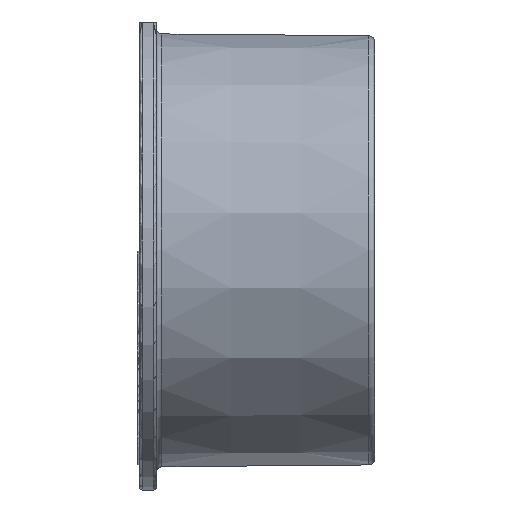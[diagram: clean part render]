
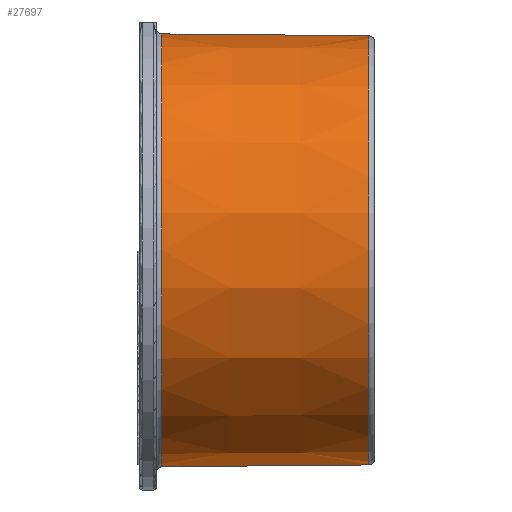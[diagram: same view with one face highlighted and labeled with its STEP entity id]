
A CAD part, left-side view. The second image highlights one B-rep face of the part: STEP entity #27697.
In plain terms, the highlighted conical face has half-angle 0.5 degrees and reference radius 30.315 mm.
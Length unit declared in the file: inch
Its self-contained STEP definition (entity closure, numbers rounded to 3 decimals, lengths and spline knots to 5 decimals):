
#1019 = AXIS2_PLACEMENT_3D ( 'NONE', #5860, #29231, #44608 ) ;
#1259 = CARTESIAN_POINT ( 'NONE',  ( 0., -0.10913, -3.0772 ) ) ;
#1790 = CARTESIAN_POINT ( 'NONE',  ( 0., -0.07815, -1.88397 ) ) ;
#2417 = FACE_OUTER_BOUND ( 'NONE', #6891, .T. ) ;
#2535 = ORIENTED_EDGE ( 'NONE', *, *, #46059, .T. ) ;
#3444 = CARTESIAN_POINT ( 'NONE',  ( 0., -1.25027, -1.88397 ) ) ;
#3569 = VECTOR ( 'NONE', #38391, 39.37008 ) ;
#3620 = ORIENTED_EDGE ( 'NONE', *, *, #17431, .T. ) ;
#4460 = VERTEX_POINT ( 'NONE', #1259 ) ;
#5417 = VECTOR ( 'NONE', #20084, 39.37008 ) ;
#5860 = CARTESIAN_POINT ( 'NONE',  ( 0., -0.10913, -1.88397 ) ) ;
#6891 = EDGE_LOOP ( 'NONE', ( #20205, #3620, #31432, #2535 ) ) ;
#7429 = EDGE_CURVE ( 'NONE', #27386, #4460, #48659, .T. ) ;
#11994 = DIRECTION ( 'NONE',  ( 0., 0., -1. ) ) ;
#13787 = LINE ( 'NONE', #46227, #3569 ) ;
#14159 = AXIS2_PLACEMENT_3D ( 'NONE', #1790, #17936, #41080 ) ;
#15214 = EDGE_CURVE ( 'NONE', #38584, #46109, #13787, .T. ) ;
#15373 = DIRECTION ( 'NONE',  ( 0., 1., 0. ) ) ;
#16497 = CARTESIAN_POINT ( 'NONE',  ( 0., -1.25027, -0.7007 ) ) ;
#17431 = EDGE_CURVE ( 'NONE', #27386, #38584, #35862, .T. ) ;
#17936 = DIRECTION ( 'NONE',  ( 0., 1., 0. ) ) ;
#20084 = DIRECTION ( 'NONE',  ( 0., 1., -0.009 ) ) ;
#20205 = ORIENTED_EDGE ( 'NONE', *, *, #7429, .F. ) ;
#23007 = CARTESIAN_POINT ( 'NONE',  ( 0., -1.25027, -3.06724 ) ) ;
#25691 = CARTESIAN_POINT ( 'NONE',  ( 0., -0.10913, -0.69074 ) ) ;
#26468 = CONICAL_SURFACE ( 'NONE', #14159, 1.1935, 0.009 ) ;
#27386 = VERTEX_POINT ( 'NONE', #23007 ) ;
#27697 = ADVANCED_FACE ( 'NONE', ( #2417 ), #26468, .T. ) ;
#29231 = DIRECTION ( 'NONE',  ( 0., -1., 0. ) ) ;
#31432 = ORIENTED_EDGE ( 'NONE', *, *, #15214, .T. ) ;
#35862 = CIRCLE ( 'NONE', #40387, 1.18327 ) ;
#37161 = CIRCLE ( 'NONE', #1019, 1.19323 ) ;
#38391 = DIRECTION ( 'NONE',  ( 0., 1., 0.009 ) ) ;
#38584 = VERTEX_POINT ( 'NONE', #16497 ) ;
#40387 = AXIS2_PLACEMENT_3D ( 'NONE', #3444, #15373, #11994 ) ;
#41080 = DIRECTION ( 'NONE',  ( 0., 0., 1. ) ) ;
#43057 = CARTESIAN_POINT ( 'NONE',  ( 0., -0.07815, -3.07747 ) ) ;
#44608 = DIRECTION ( 'NONE',  ( 0., 0., 1. ) ) ;
#46059 = EDGE_CURVE ( 'NONE', #46109, #4460, #37161, .T. ) ;
#46109 = VERTEX_POINT ( 'NONE', #25691 ) ;
#46227 = CARTESIAN_POINT ( 'NONE',  ( 0., -0.07815, -0.69047 ) ) ;
#48659 = LINE ( 'NONE', #43057, #5417 ) ;
